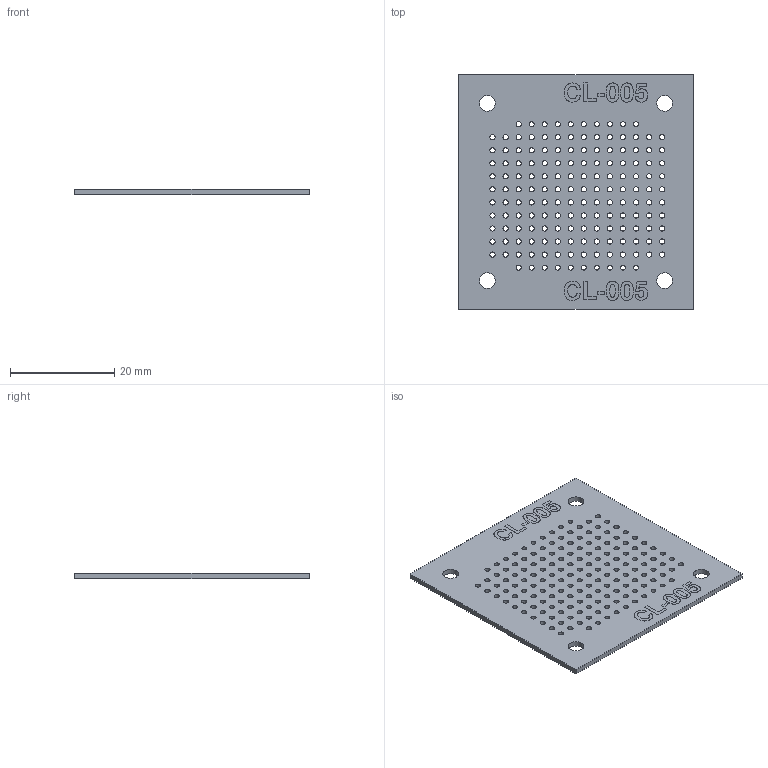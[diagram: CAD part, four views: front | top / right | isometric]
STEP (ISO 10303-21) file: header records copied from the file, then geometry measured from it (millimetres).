
FILE_DESCRIPTION(('FreeCAD Model'),'2;1');
FILE_NAME('pcv_CL_005.stp', '2016-10-19T11:40:08',('Author'),(''), 'Open CASCADE STEP processor 6.8','FreeCAD','Unknown');
FILE_SCHEMA(('AUTOMOTIVE_DESIGN_CC2 { 1 2 10303 214 -1 1 5 4 }'));
Length unit declared in the file: millimetre
Products named in the file (2): ASSEMBLY; Fusion
Assembly tree (1 placements, depth 2):
  ASSEMBLY
    Fusion
Bounding box: 45 x 45 x 1.01 mm (x, y, z)
Volume: 1873.4 mm3; surface area: 4464 mm2
Topology: 1 solids, 1 shells, 324 faces, 918 edges, 612 vertices
Faces by surface type: cylinder 164, extrusion 100, plane 60
Full cylindrical faces by diameter (mm): 0.932 x18, 1 x142, 3 x4
Entity records: 26199 total; most frequent: CARTESIAN_POINT 5192, DIRECTION 3234, ORIENTED_EDGE 1836, PCURVE 1836, DEFINITIONAL_REPRESENTATION 1836, VECTOR 1798, LINE 1698, EDGE_CURVE 918
